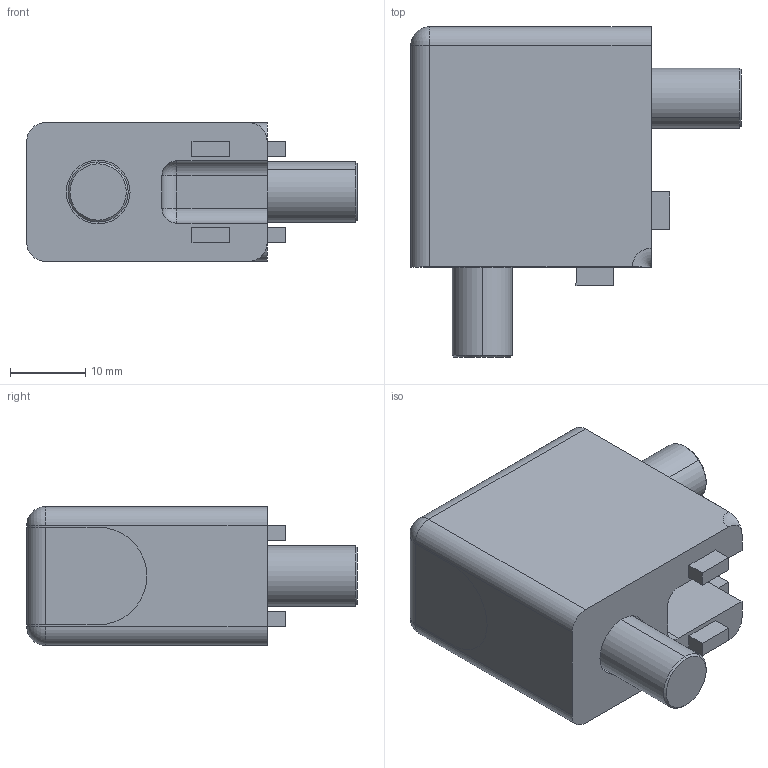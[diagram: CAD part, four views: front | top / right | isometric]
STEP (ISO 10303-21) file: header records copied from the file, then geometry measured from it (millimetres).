
FILE_DESCRIPTION (( 'STEP AP203' ), '1' );
FILE_NAME ('084.310.017.STEP', '2013-01-25T13:26:06', ( 'Alusic' ), ( 'Alusic' ), 'SwSTEP 2.0', 'SolidWorks 2011', '' );
FILE_SCHEMA (( 'CONFIG_CONTROL_DESIGN' ));
Length unit declared in the file: millimetre
Products named in the file (4): 084.301.000 VITI ALUSIC_084.301.003; 084.310.017-2; 084.310.017; 084.310.017-1
Assembly tree (4 placements, depth 2):
  084.310.017
    084.301.000 VITI ALUSIC_084.301.003  x2
    084.310.017-1
    084.310.017-2
Bounding box: 44 x 44 x 18.5 mm (x, y, z)
Volume: 14870.2 mm3; surface area: 9694 mm2
Topology: 4 solids, 4 shells, 134 faces, 310 edges, 194 vertices
Faces by surface type: plane 71, cylinder 48, torus 7, cone 4, sphere 4
Entity records: 3849 total; most frequent: CARTESIAN_POINT 713, DIRECTION 591, ORIENTED_EDGE 532, EDGE_CURVE 266, AXIS2_PLACEMENT_3D 212, VERTEX_POINT 170, VECTOR 167, LINE 167
